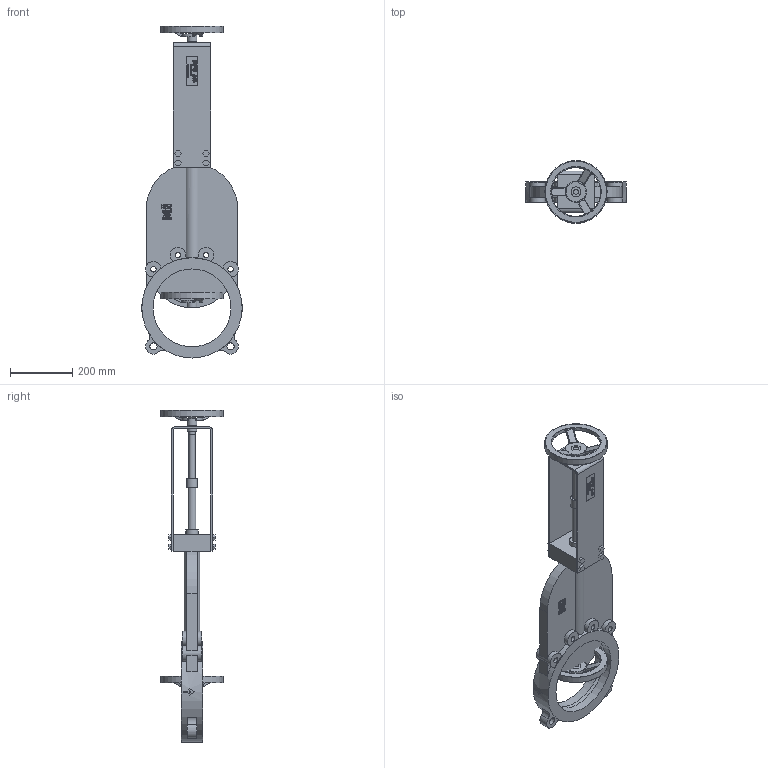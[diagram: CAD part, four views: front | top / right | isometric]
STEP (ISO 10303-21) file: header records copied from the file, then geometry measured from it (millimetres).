
FILE_DESCRIPTION( ( 'Unknown' ), '1' );
FILE_NAME( 'BPS 2010250 knife gate valve DN250.stp', 'Unknown', ( 'Unknown' ), ( 'Unknown' ), 'PSStep 10.1', 'Unknown', ' ' );
FILE_SCHEMA( ( 'AUTOMOTIVE_DESIGN { 1 0 10303 214 1 1 1 1 }' ) );
Length unit declared in the file: millimetre
Products named in the file (3): Assem1; Knife gate valve for handwheel DN250 BPS; Handwheel D200 BPS
Bounding box: 322.5 x 200 x 1066 mm (x, y, z)
Volume: 14429614.8 mm3; surface area: 1758742.9 mm2
Topology: 4 solids, 4 shells, 1440 faces, 3628 edges, 2410 vertices
Faces by surface type: extrusion 756, plane 488, cylinder 162, bspline 30, cone 4
Full cylindrical faces by diameter (mm): 16 x4, 17.294 x8, 20 x4, 23 x4, 25 x2, 30 x4, 32 x2, 35 x2, 40 x2, 158 x2, 196 x2, 200 x2, 250 x4, 322 x2
Entity records: 35305 total; most frequent: CARTESIAN_POINT 13289, ORIENTED_EDGE 3526, DIRECTION 2457, EDGE_CURVE 1763, VECTOR 1347, VERTEX_POINT 1196, LINE 969, B_SPLINE_CURVE_WITH_KNOTS 947
